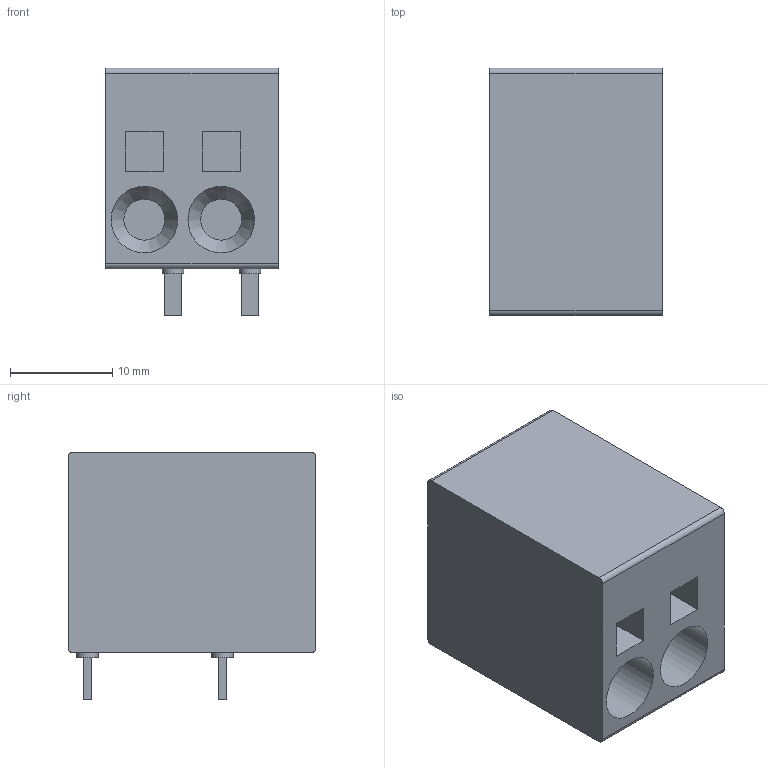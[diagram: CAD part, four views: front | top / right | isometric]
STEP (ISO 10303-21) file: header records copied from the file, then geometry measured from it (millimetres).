
FILE_DESCRIPTION(/* description */ ('model of PhoenixContact_SPT_5_2-H-7.5-ZB_1x02_P7.5mm_Horizontal'),/* implementation_level */ '2;1');
FILE_NAME(/* name */ 'PhoenixContact_SPT_5_2-H-7.5-ZB_1x02_P7.5mm_Horizontal.step',/* time_stamp */ '2023-01-30T13:57:53',/* author */ ('KiCAD','kicad'),/* organization */ ('OCCT'),/* preprocessor_version */ '',/* originating_system */ 'KiCAD',/* authorisation */ '');
FILE_SCHEMA(('AUTOMOTIVE_DESIGN { 1 0 10303 214 1 1 1 1 }'));
Length unit declared in the file: millimetre
Products named in the file (7): CQ assembly; b59e462e-a09d-11ed-8f45-a0cec80452fd; b59e462e-a09d-11ed-8f45-a0cec80452fd_part; b59e4a84-a09d-11ed-8f45-a0cec80452fd; b59e4a84-a09d-11ed-8f45-a0cec80452fd_part; b59e4d5e-a09d-11ed-8f45-a0cec80452fd; b59e4d5e-a09d-11ed-8f45-a0cec80452fd_part
Assembly tree (6 placements, depth 4):
  CQ assembly
    b59e462e-a09d-11ed-8f45-a0cec80452fd
      b59e462e-a09d-11ed-8f45-a0cec80452fd_part
      b59e4a84-a09d-11ed-8f45-a0cec80452fd
        b59e4a84-a09d-11ed-8f45-a0cec80452fd_part
      b59e4d5e-a09d-11ed-8f45-a0cec80452fd
        b59e4d5e-a09d-11ed-8f45-a0cec80452fd_part
Bounding box: 16.8 x 24.15 x 24.2 mm (x, y, z)
Volume: 7321.2 mm3; surface area: 2916.4 mm2
Topology: 3 solids, 3 shells, 42 faces, 88 edges, 58 vertices
Faces by surface type: plane 32, cylinder 8, cone 2
Full cylindrical faces by diameter (mm): 2.1 x2, 6.5 x2
Entity records: 1253 total; most frequent: DIRECTION 204, CARTESIAN_POINT 195, ORIENTED_EDGE 176, EDGE_CURVE 88, LINE 70, VECTOR 70, AXIS2_PLACEMENT_3D 67, VERTEX_POINT 58
